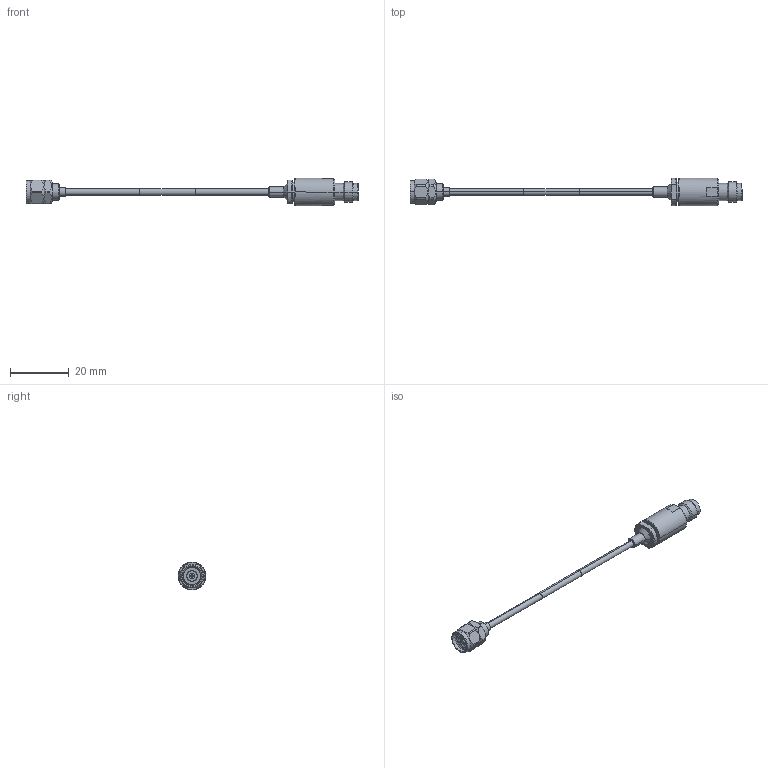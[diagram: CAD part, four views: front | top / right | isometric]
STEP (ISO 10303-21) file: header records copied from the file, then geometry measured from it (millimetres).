
FILE_DESCRIPTION (( 'STEP AP214' ), '1' );
FILE_NAME ('FMCA100193_3D.step', '2024-09-19T15:58:43', ( '' ), ( '' ), 'SwSTEP 2.0', 'SolidWorks 2022', '' );
FILE_SCHEMA (( 'AUTOMOTIVE_DESIGN' ));
Length unit declared in the file: inch
Products named in the file (4): PE51748^FMCA100193; PE44336^FMCA100193; FMCA100193_3D; RG405^FMCA100193_WITH LABEL
Assembly tree (3 placements, depth 2):
  FMCA100193_3D
    RG405^FMCA100193_WITH LABEL
    PE51748^FMCA100193
    PE44336^FMCA100193
Bounding box: 113.5 x 9.5 x 9.5 mm (x, y, z)
Volume: 1967.6 mm3; surface area: 2245.1 mm2
Topology: 3 solids, 3 shells, 161 faces, 377 edges, 239 vertices
Faces by surface type: cylinder 72, plane 42, cone 36, torus 8, bspline 3
Entity records: 6492 total; most frequent: CARTESIAN_POINT 2453, DIRECTION 782, ORIENTED_EDGE 754, EDGE_CURVE 377, AXIS2_PLACEMENT_3D 327, VERTEX_POINT 239, EDGE_LOOP 178, CIRCLE 163
